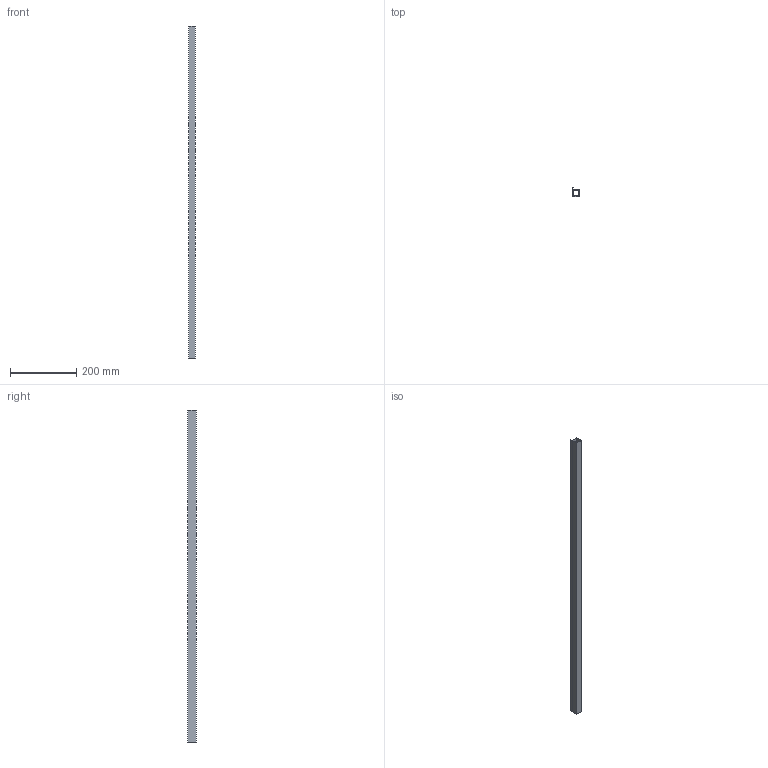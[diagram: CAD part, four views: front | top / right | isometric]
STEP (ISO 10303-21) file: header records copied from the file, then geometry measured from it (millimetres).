
FILE_DESCRIPTION (( 'STEP AP203' ), '1' );
FILE_NAME ('Ñòåëëàæíûé ïðîôèëü 20õ26 Ð-îáðàçíûé.STEP', '2022-12-20T09:05:22', ( '' ), ( '' ), 'SwSTEP 2.0', 'SolidWorks 2022', '' );
FILE_SCHEMA (( 'CONFIG_CONTROL_DESIGN' ));
Length unit declared in the file: millimetre
Products named in the file (1): Стеллажный профиль 20х26 Р-образный
Bounding box: 20 x 26 x 1000 mm (x, y, z)
Volume: 120000 mm3; surface area: 160240 mm2
Topology: 1 solids, 1 shells, 12 faces, 30 edges, 20 vertices
Faces by surface type: plane 12
Entity records: 435 total; most frequent: CARTESIAN_POINT 63, ORIENTED_EDGE 60, DIRECTION 56, VECTOR 30, EDGE_CURVE 30, LINE 30, VERTEX_POINT 20, EDGE_LOOP 14
